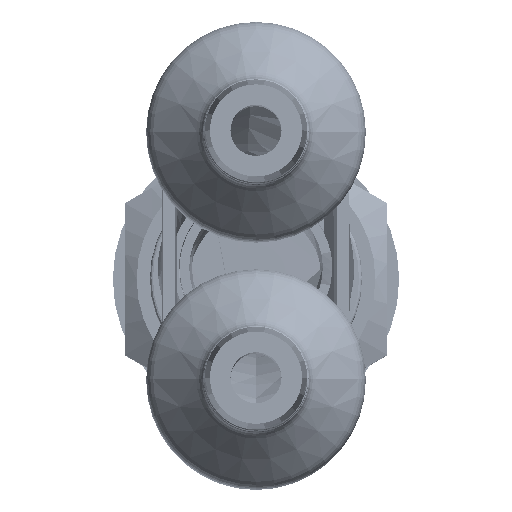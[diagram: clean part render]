
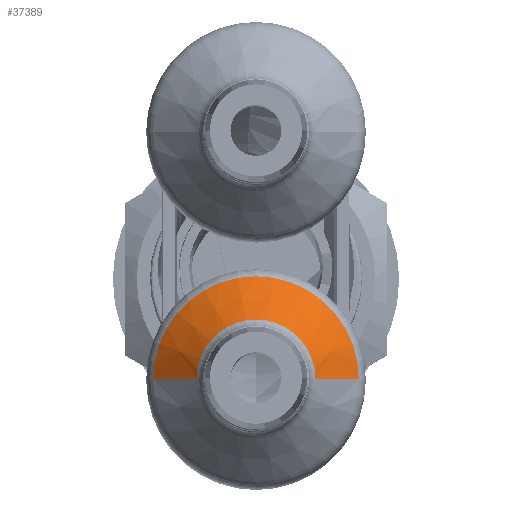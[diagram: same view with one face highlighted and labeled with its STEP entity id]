
A CAD part, top view. The second image highlights one B-rep face of the part: STEP entity #37389.
In plain terms, the highlighted conical face has half-angle 45 degrees and reference radius 1.7 mm.
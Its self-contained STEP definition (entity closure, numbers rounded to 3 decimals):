
#32577=CARTESIAN_POINT('',(13.346,0.,0.));
#32578=DIRECTION('',(-1.,0.,0.));
#32579=DIRECTION('',(0.,1.,0.));
#32580=AXIS2_PLACEMENT_3D('',#32577,#32578,#32579);
#32582=DIRECTION('',(-0.707,-0.707,0.));
#32583=VECTOR('',#32582,1.283);
#32584=CARTESIAN_POINT('',(14.254,-1.246,
0.));
#32585=LINE('',#32584,#32583);
#32586=CARTESIAN_POINT('',(14.254,0.,0.));
#32587=DIRECTION('',(1.,0.,0.));
#32588=DIRECTION('',(0.,-1.,0.));
#32589=AXIS2_PLACEMENT_3D('',#32586,#32587,#32588);
#32591=DIRECTION('',(-0.707,0.707,0.));
#32592=VECTOR('',#32591,1.283);
#32593=CARTESIAN_POINT('',(14.254,1.246,
0.));
#32594=LINE('',#32593,#32592);
#36297=CARTESIAN_POINT('',(14.254,-1.246,0.));
#36298=CARTESIAN_POINT('',(14.254,1.246,0.));
#36299=VERTEX_POINT('',#36297);
#36300=VERTEX_POINT('',#36298);
#36305=CARTESIAN_POINT('',(13.346,-2.154,0.));
#36306=CARTESIAN_POINT('',(13.346,2.154,0.));
#36307=VERTEX_POINT('',#36305);
#36308=VERTEX_POINT('',#36306);
#37375=CARTESIAN_POINT('',(13.8,0.,0.));
#37376=DIRECTION('',(-1.,0.,0.));
#37377=DIRECTION('',(0.,1.,0.));
#37378=AXIS2_PLACEMENT_3D('',#37375,#37376,#37377);
#37379=CONICAL_SURFACE('',#37378,1.7,45.);
#37380=ORIENTED_EDGE('',*,*,#37369,.T.);
#37382=ORIENTED_EDGE('',*,*,#37381,.F.);
#37384=ORIENTED_EDGE('',*,*,#37383,.T.);
#37386=ORIENTED_EDGE('',*,*,#37385,.T.);
#37387=EDGE_LOOP('',(#37380,#37382,#37384,#37386));
#37388=FACE_OUTER_BOUND('',#37387,.F.);
#37389=ADVANCED_FACE('',(#37388),#37379,.T.);
#32581=CIRCLE('',#32580,2.154);
#32590=CIRCLE('',#32589,1.246);
#37369=EDGE_CURVE('',#36308,#36307,#32581,.T.);
#37381=EDGE_CURVE('',#36299,#36307,#32585,.T.);
#37383=EDGE_CURVE('',#36299,#36300,#32590,.T.);
#37385=EDGE_CURVE('',#36300,#36308,#32594,.T.);
